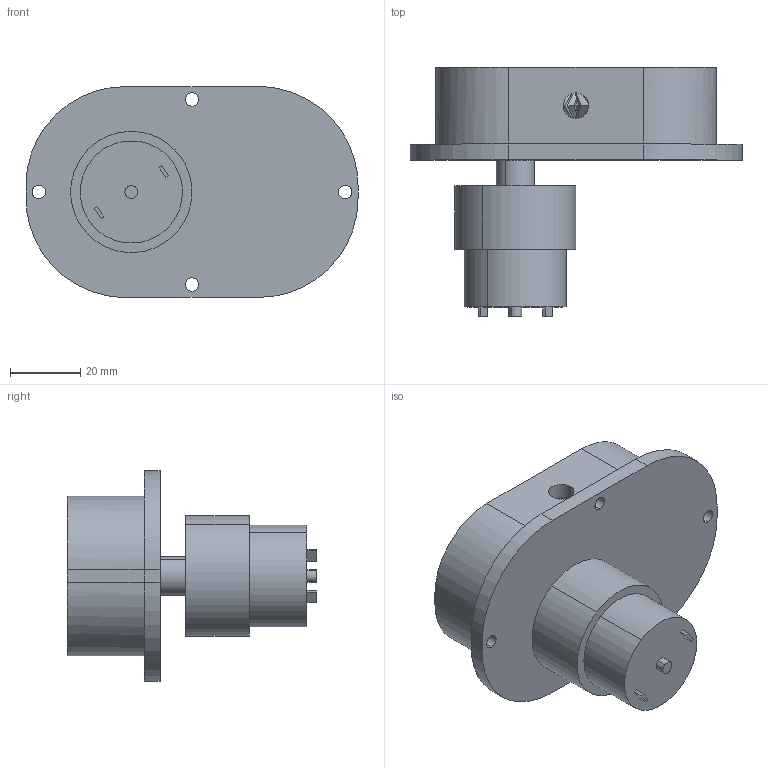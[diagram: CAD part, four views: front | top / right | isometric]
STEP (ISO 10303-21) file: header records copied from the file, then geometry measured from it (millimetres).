
FILE_DESCRIPTION(('FreeCAD Model'),'2;1');
FILE_NAME('Open CASCADE Shape Model','2025-05-03T10:41:25',('FreeCAD'),( 'FreeCAD'),'Open CASCADE STEP processor 7.6','FreeCAD','Unknown');
FILE_SCHEMA(('AUTOMOTIVE_DESIGN { 1 0 10303 214 1 1 1 1 }'));
Products named in the file (1): Open CASCADE STEP translator 7.6 1
Bounding box: 94.47 x 70.85 x 59.95 mm (x, y, z)
Volume: 102766.2 mm3; surface area: 39840.8 mm2
Topology: 5 solids, 5 shells, 582 faces, 1597 edges, 1036 vertices
Faces by surface type: bspline 582
Entity records: 139690 total; most frequent: CARTESIAN_POINT 131871, ORIENTED_EDGE 3194, EDGE_CURVE 1597, VERTEX_POINT 1036, FACE_BOUND 613, EDGE_LOOP 613, ADVANCED_FACE 582, B_SPLINE_CURVE_WITH_KNOTS 118
